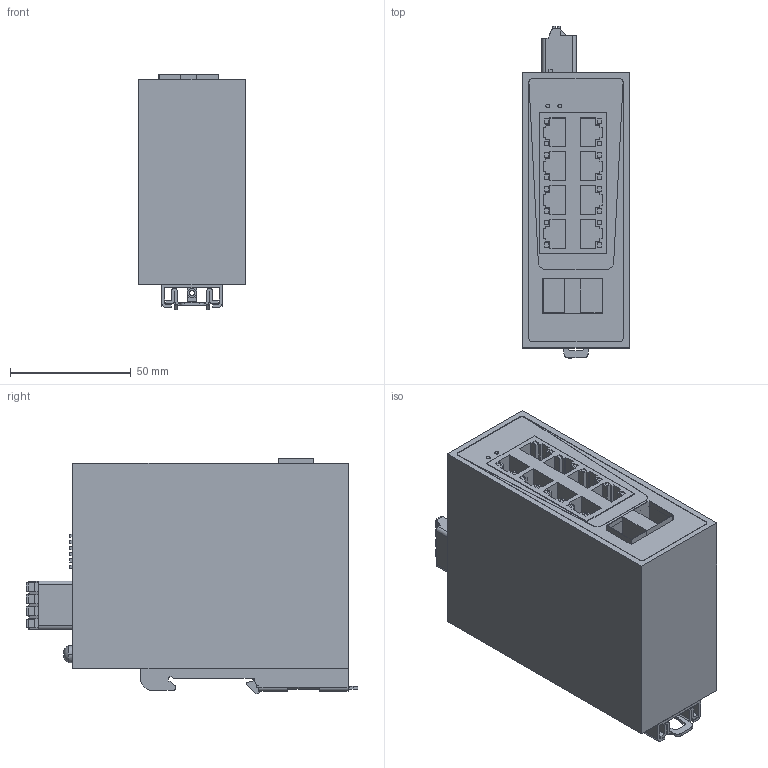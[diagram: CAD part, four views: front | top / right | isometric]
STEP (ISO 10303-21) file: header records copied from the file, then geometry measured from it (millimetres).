
FILE_DESCRIPTION(('CATIA V5 STEP Exchange','CAx-IF Rec.Pracs.--- Model Styling and Organization---1.5--- 2016-08-15','CAx-IF Rec.Pracs.---Supplemental Geometry---1.0---2011-11-01','CAx-IF Rec.Pracs.--- Composite Materials ---1.1---2010-07-15'),'2;1');
FILE_NAME ('D1624004_0', '2024-08-16T08:48:59+00:00', ('none'), ('Weidmueller'), 'CATIA Version 5-6 Release 2022 SP4 HF5', 'CATIA V5 STEP AP214 v3', 'none');
FILE_SCHEMA(('AUTOMOTIVE_DESIGN { 1 0 10303 214 1 1 1 1 }'));
Length unit declared in the file: millimetre
Products named in the file (1): S3D_IE_SW_BLB_10_8GT_2GESFP
Bounding box: 44 x 137.38 x 97.61 mm (x, y, z)
Volume: 418042.1 mm3; surface area: 52282.4 mm2
Topology: 1 solids, 1 shells, 696 faces, 2001 edges, 1362 vertices
Faces by surface type: plane 566, cylinder 93, extrusion 27, torus 8, sphere 2
Entity records: 22863 total; most frequent: CARTESIAN_POINT 5192, ORIENTED_EDGE 4002, DIRECTION 2643, EDGE_CURVE 2001, VECTOR 1572, LINE 1545, VERTEX_POINT 1362, EDGE_LOOP 755
